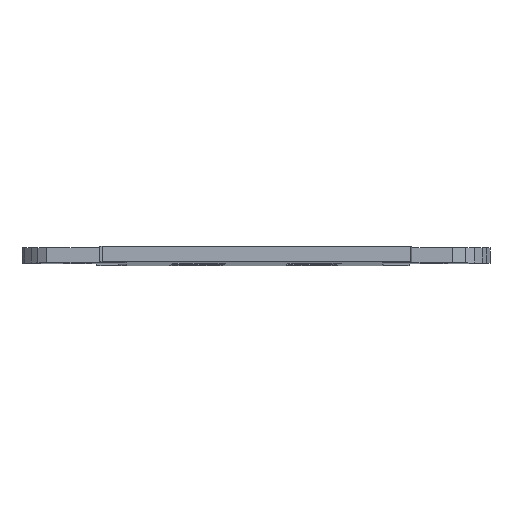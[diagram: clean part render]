
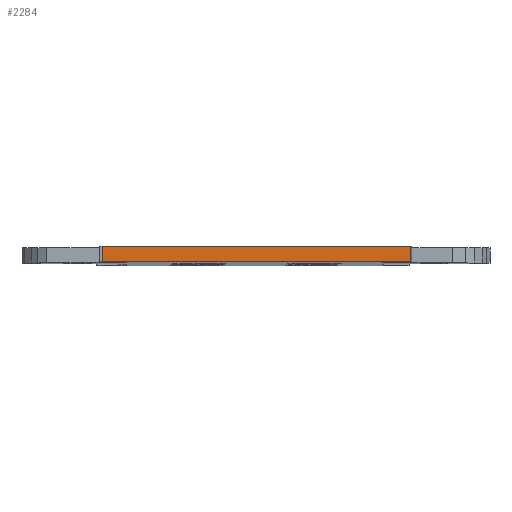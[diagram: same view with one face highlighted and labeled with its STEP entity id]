
A CAD part, front view. The second image highlights one B-rep face of the part: STEP entity #2284.
In plain terms, the highlighted planar face has unit normal (0.004, -1, 0.009).
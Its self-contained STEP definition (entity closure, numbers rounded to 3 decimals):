
#126=PLANE('',#2415);
#235=FACE_OUTER_BOUND('',#344,.T.);
#344=EDGE_LOOP('',(#1935,#1936,#1937,#1938));
#659=LINE('',#3571,#972);
#660=LINE('',#3574,#973);
#661=LINE('',#3576,#974);
#662=LINE('',#3577,#975);
#972=VECTOR('',#2930,4.428);
#973=VECTOR('',#2933,11.672);
#974=VECTOR('',#2934,11.672);
#975=VECTOR('',#2935,4.428);
#1202=VERTEX_POINT('',#3567);
#1203=VERTEX_POINT('',#3569);
#1204=VERTEX_POINT('',#3573);
#1205=VERTEX_POINT('',#3575);
#1515=EDGE_CURVE('',#1202,#1203,#659,.T.);
#1516=EDGE_CURVE('',#1202,#1204,#660,.T.);
#1517=EDGE_CURVE('',#1205,#1203,#661,.T.);
#1518=EDGE_CURVE('',#1204,#1205,#662,.T.);
#1935=ORIENTED_EDGE('',*,*,#1516,.F.);
#1936=ORIENTED_EDGE('',*,*,#1515,.T.);
#1937=ORIENTED_EDGE('',*,*,#1517,.F.);
#1938=ORIENTED_EDGE('',*,*,#1518,.F.);
#2284=ADVANCED_FACE('',(#235),#126,.T.);
#2415=AXIS2_PLACEMENT_3D('',#3572,#2931,#2932);
#2930=DIRECTION('',(0.,0.009,1.));
#2931=DIRECTION('center_axis',(0.004,-1.,0.009));
#2932=DIRECTION('ref_axis',(0.,-0.009,-1.));
#2933=DIRECTION('',(-1.,-0.004,0.));
#2934=DIRECTION('',(1.,0.004,0.));
#2935=DIRECTION('',(0.,0.009,1.));
#3567=CARTESIAN_POINT('',(-332.975,-40.444,1.856));
#3569=CARTESIAN_POINT('',(-332.975,-40.434,3.074));
#3571=CARTESIAN_POINT('',(-332.975,-40.444,1.856));
#3572=CARTESIAN_POINT('Origin',(-357.489,-40.548,1.857));
#3573=CARTESIAN_POINT('',(-357.489,-40.548,1.857));
#3574=CARTESIAN_POINT('',(-332.975,-40.444,1.856));
#3575=CARTESIAN_POINT('',(-357.489,-40.537,3.075));
#3576=CARTESIAN_POINT('',(-332.975,-40.434,3.074));
#3577=CARTESIAN_POINT('',(-357.489,-40.548,1.857));
